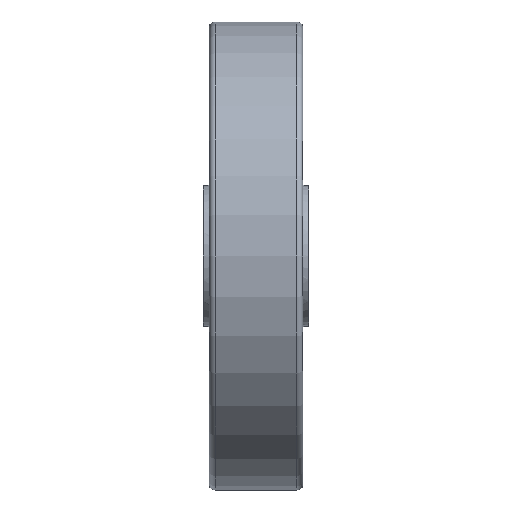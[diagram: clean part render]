
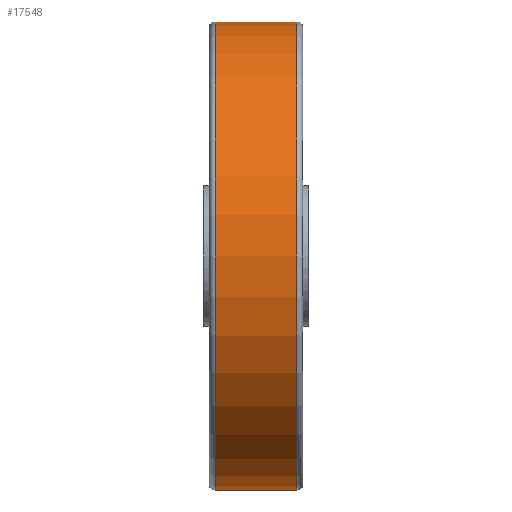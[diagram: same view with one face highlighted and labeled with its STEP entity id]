
A CAD part, front view. The second image highlights one B-rep face of the part: STEP entity #17548.
In plain terms, the highlighted cylindrical face has radius 200 mm (diameter 400 mm), a partial arc.
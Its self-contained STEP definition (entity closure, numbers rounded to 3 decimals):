
#400 = EDGE_CURVE ( 'NONE', #1183, #18244, #565, .T. ) ;
#559 = EDGE_CURVE ( 'NONE', #7533, #18244, #6861, .T. ) ;
#565 = LINE ( 'NONE', #2515, #11613 ) ;
#1078 = DIRECTION ( 'NONE',  ( 0., 0., -1. ) ) ;
#1183 = VERTEX_POINT ( 'NONE', #6132 ) ;
#2515 = CARTESIAN_POINT ( 'NONE',  ( 0., 0., 200. ) ) ;
#2532 = DIRECTION ( 'NONE',  ( -1., 0., 0. ) ) ;
#3253 = CARTESIAN_POINT ( 'NONE',  ( 0., 0., 0. ) ) ;
#3503 = FACE_OUTER_BOUND ( 'NONE', #16823, .T. ) ;
#5056 = CYLINDRICAL_SURFACE ( 'NONE', #21870, 200. ) ;
#5569 = LINE ( 'NONE', #15288, #18191 ) ;
#5595 = CARTESIAN_POINT ( 'NONE',  ( -35., 0., -200. ) ) ;
#6132 = CARTESIAN_POINT ( 'NONE',  ( -35., 0., 200. ) ) ;
#6861 = CIRCLE ( 'NONE', #23743, 200. ) ;
#7201 = VERTEX_POINT ( 'NONE', #5595 ) ;
#7533 = VERTEX_POINT ( 'NONE', #13941 ) ;
#7653 = ORIENTED_EDGE ( 'NONE', *, *, #400, .F. ) ;
#7671 = DIRECTION ( 'NONE',  ( 0., 0., 1. ) ) ;
#7909 = ORIENTED_EDGE ( 'NONE', *, *, #559, .T. ) ;
#8068 = CARTESIAN_POINT ( 'NONE',  ( 35., 0., 200. ) ) ;
#8735 = EDGE_CURVE ( 'NONE', #1183, #7201, #22976, .T. ) ;
#9160 = DIRECTION ( 'NONE',  ( 1., 0., 0. ) ) ;
#11613 = VECTOR ( 'NONE', #17496, 1000. ) ;
#11616 = EDGE_CURVE ( 'NONE', #7201, #7533, #5569, .T. ) ;
#12261 = CARTESIAN_POINT ( 'NONE',  ( 35., 0., 0. ) ) ;
#13941 = CARTESIAN_POINT ( 'NONE',  ( 35., 0., -200. ) ) ;
#13975 = AXIS2_PLACEMENT_3D ( 'NONE', #20928, #15055, #7671 ) ;
#15055 = DIRECTION ( 'NONE',  ( 1., 0., 0. ) ) ;
#15288 = CARTESIAN_POINT ( 'NONE',  ( 0., 0., -200. ) ) ;
#16663 = DIRECTION ( 'NONE',  ( 1., 0., 0. ) ) ;
#16823 = EDGE_LOOP ( 'NONE', ( #7653, #23981, #17761, #7909 ) ) ;
#17496 = DIRECTION ( 'NONE',  ( 1., 0., 0. ) ) ;
#17548 = ADVANCED_FACE ( 'NONE', ( #3503 ), #5056, .T. ) ;
#17761 = ORIENTED_EDGE ( 'NONE', *, *, #11616, .T. ) ;
#18191 = VECTOR ( 'NONE', #16663, 1000. ) ;
#18244 = VERTEX_POINT ( 'NONE', #8068 ) ;
#20928 = CARTESIAN_POINT ( 'NONE',  ( -35., 0., 0. ) ) ;
#21870 = AXIS2_PLACEMENT_3D ( 'NONE', #3253, #9160, #24094 ) ;
#22976 = CIRCLE ( 'NONE', #13975, 200. ) ;
#23743 = AXIS2_PLACEMENT_3D ( 'NONE', #12261, #2532, #1078 ) ;
#23981 = ORIENTED_EDGE ( 'NONE', *, *, #8735, .T. ) ;
#24094 = DIRECTION ( 'NONE',  ( 0., 0., -1. ) ) ;
